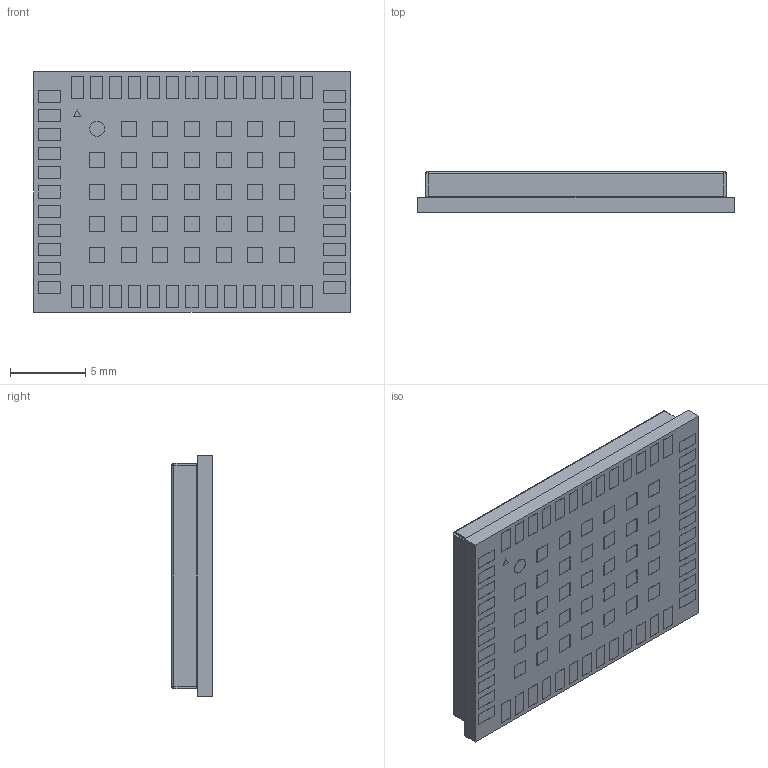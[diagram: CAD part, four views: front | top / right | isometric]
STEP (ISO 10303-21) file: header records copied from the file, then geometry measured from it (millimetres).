
FILE_DESCRIPTION(/* description */ ('STEP AP242','CAx-IF Rec.Pracs.---Representation and Presentation of Product Manufacturing Information (PMI)---4.0---2014-10-13','CAx-IF Rec.Pracs.---3D Tessellated Geometry---0.4---2014-09-14','2;1'),/* implementation_level */ '2;1');
FILE_NAME(/* name */ '678ffb752297e96a93687636',/* time_stamp */ '2025-01-21T19:54:32Z',/* author */ (''),/* organization */ (''),/* preprocessor_version */ 'ST-DEVELOPER v20',/* originating_system */ 'ONSHAPE BY PTC INC, 1.192',/* authorisation */ ' ');
FILE_SCHEMA (('AP242_MANAGED_MODEL_BASED_3D_ENGINEERING_MIM_LF { 1 0 10303 442 1 1 4 }'));
Length unit declared in the file: metre
Products named in the file (52): LG580P03_3D_DIMENSIONS_ASM; LG580P-COVER; LG580P-PCB
Assembly tree (51 placements, depth 2):
  LG580P03_3D_DIMENSIONS_ASM
    LG580P-COVER
    LG580P-COVER
    LG580P-COVER
    LG580P-COVER
    LG580P-COVER
    LG580P-PCB
    LG580P-COVER
    LG580P-COVER
    LG580P-COVER
    LG580P-COVER
    LG580P-COVER
    LG580P-COVER
    LG580P-COVER
    LG580P-COVER
    LG580P-COVER
    LG580P-COVER
    LG580P-COVER
    LG580P-COVER
    LG580P-COVER
    LG580P-COVER
    LG580P-COVER
    LG580P-COVER
    LG580P-COVER
    LG580P-COVER
    LG580P-COVER
    LG580P-COVER
    LG580P-COVER
    LG580P-COVER
    LG580P-COVER
    LG580P-COVER
    LG580P-COVER
    LG580P-COVER
    LG580P-COVER
    LG580P-COVER
    LG580P-COVER
    LG580P-COVER
    LG580P-COVER
    LG580P-COVER
    LG580P-COVER
    LG580P-COVER
    LG580P-COVER
    LG580P-COVER
    LG580P-COVER
    LG580P-COVER
    LG580P-COVER
    LG580P-COVER
    LG580P-COVER
    LG580P-COVER
    LG580P-COVER
    LG580P-COVER
    LG580P-COVER
Bounding box: 21 x 2.7 x 16 mm (x, y, z)
Volume: 334.2 mm3; surface area: 1573.9 mm2
Topology: 1 solids, 58 shells, 1821 faces, 5015 edges, 3399 vertices
Faces by surface type: plane 1754, cylinder 50, bspline 17
Entity records: 61857 total; most frequent: CARTESIAN_POINT 10601, ORIENTED_EDGE 9574, DIRECTION 8790, EDGE_CURVE 5015, LINE 4850, VECTOR 4850, VERTEX_POINT 3399, EDGE_LOOP 1987
